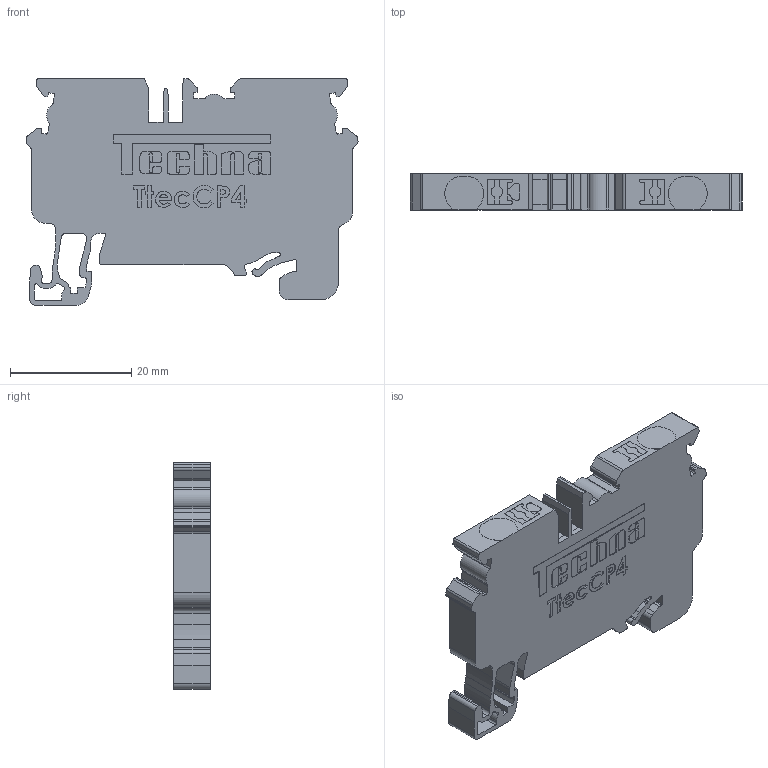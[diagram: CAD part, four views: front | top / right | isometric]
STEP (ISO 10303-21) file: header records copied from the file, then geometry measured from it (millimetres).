
FILE_DESCRIPTION (( 'STEP AP214' ), '1' );
FILE_NAME ('TtecCP4.STEP', '2020-10-20T06:12:59', ( '' ), ( '' ), 'SwSTEP 2.0', 'SolidWorks 2020', '' );
FILE_SCHEMA (( 'AUTOMOTIVE_DESIGN' ));
Length unit declared in the file: millimetre
Products named in the file (1): TtecCP4
Bounding box: 54.8 x 6 x 37.4 mm (x, y, z)
Volume: 9237.3 mm3; surface area: 5058.3 mm2
Topology: 1 solids, 1 shells, 746 faces, 2118 edges, 1412 vertices
Faces by surface type: plane 417, cylinder 265, bspline 64
Entity records: 32664 total; most frequent: CARTESIAN_POINT 8253, ORIENTED_EDGE 4236, DIRECTION 3886, EDGE_CURVE 2118, LINE 1460, VECTOR 1460, VERTEX_POINT 1412, AXIS2_PLACEMENT_3D 1213
